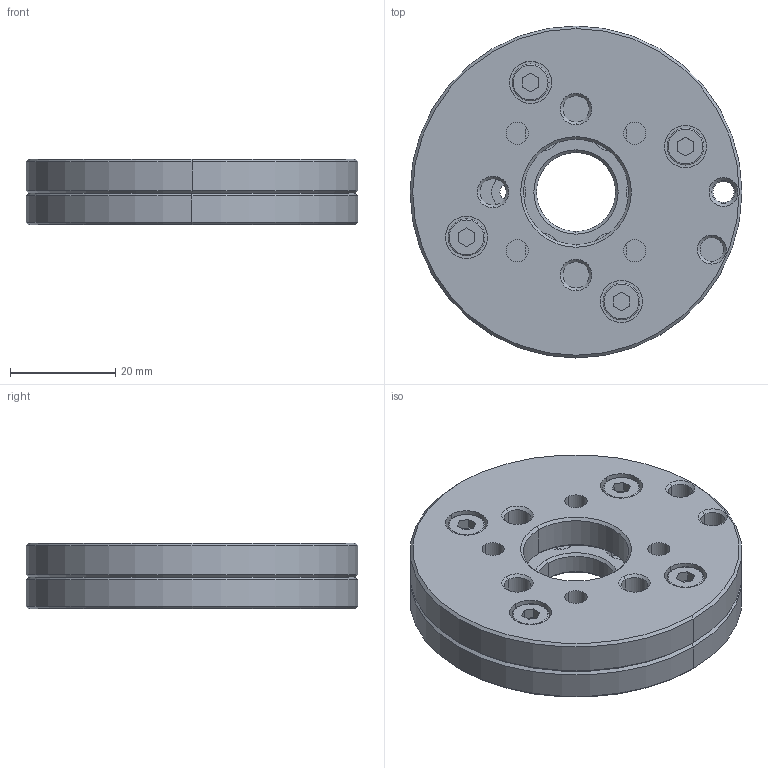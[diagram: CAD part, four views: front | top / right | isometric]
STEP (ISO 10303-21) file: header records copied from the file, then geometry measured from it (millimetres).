
FILE_DESCRIPTION (( 'STEP AP203' ), '1' );
FILE_NAME ('PDG60-5-1.STEP', '2024-02-15T05:51:27', ( '' ), ( '' ), 'SwSTEP 2.0', 'SolidWorks 2020', '' );
FILE_SCHEMA (( 'CONFIG_CONTROL_DESIGN' ));
Length unit declared in the file: millimetre
Products named in the file (1): PDG60-5-1
Bounding box: 63 x 63 x 12.5 mm (x, y, z)
Volume: 32409.3 mm3; surface area: 17175.2 mm2
Topology: 8 solids, 8 shells, 233 faces, 521 edges, 327 vertices
Faces by surface type: cylinder 107, plane 67, cone 51, torus 8
Entity records: 6695 total; most frequent: DIRECTION 1270, CARTESIAN_POINT 1082, ORIENTED_EDGE 1042, EDGE_CURVE 521, AXIS2_PLACEMENT_3D 515, VERTEX_POINT 327, EDGE_LOOP 308, CIRCLE 281
